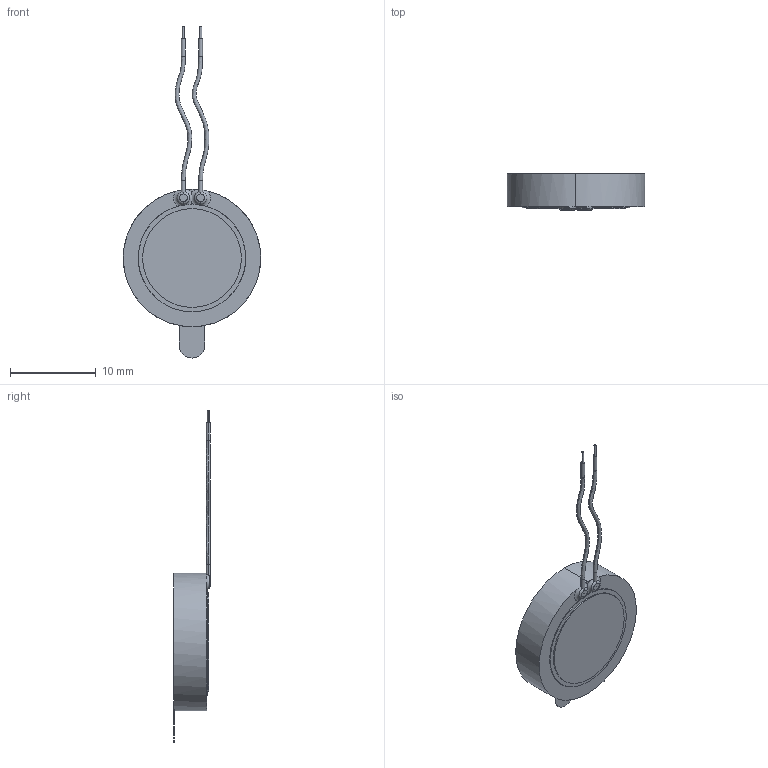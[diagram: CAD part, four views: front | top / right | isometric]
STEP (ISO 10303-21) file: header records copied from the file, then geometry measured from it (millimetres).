
FILE_DESCRIPTION (( 'STEP AP203' ), '1' );
FILE_NAME ('SP-1605.STEP', '2016-09-08T21:00:32', ( 'Gem' ), ( '' ), 'SwSTEP 2.0', 'SolidWorks 2013', '' );
FILE_SCHEMA (( 'CONFIG_CONTROL_DESIGN' ));
Length unit declared in the file: millimetre
Products named in the file (1): SP-1605
Bounding box: 16 x 4.3 x 38.63 mm (x, y, z)
Volume: 764.2 mm3; surface area: 956.9 mm2
Topology: 6 solids, 6 shells, 83 faces, 171 edges, 110 vertices
Faces by surface type: cylinder 41, plane 30, torus 8, bspline 4
Entity records: 3033 total; most frequent: CARTESIAN_POINT 1130, DIRECTION 430, ORIENTED_EDGE 342, AXIS2_PLACEMENT_3D 192, EDGE_CURVE 171, CIRCLE 112, VERTEX_POINT 110, EDGE_LOOP 93
